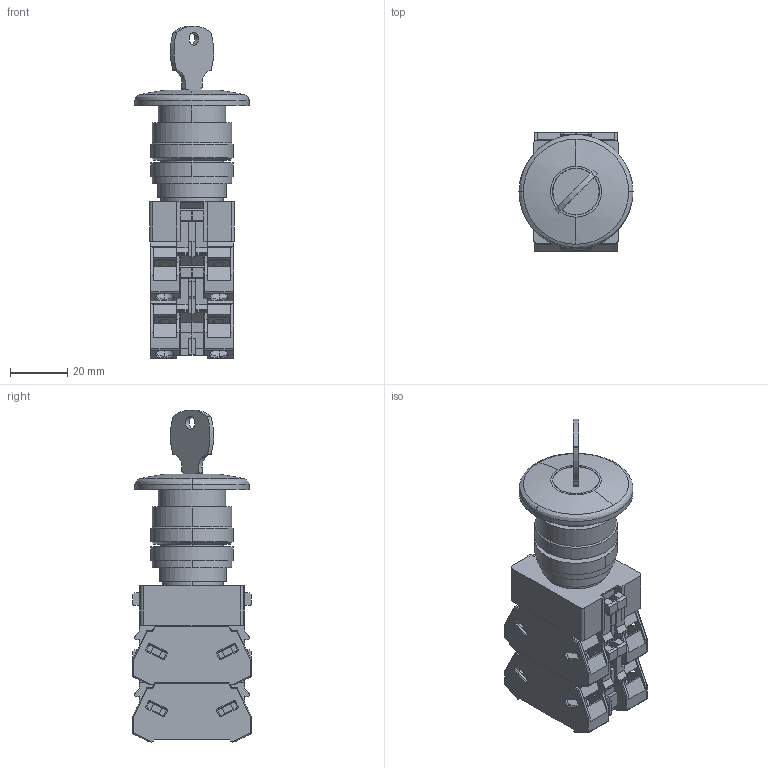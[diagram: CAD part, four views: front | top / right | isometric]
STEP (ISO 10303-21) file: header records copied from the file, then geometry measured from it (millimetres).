
FILE_DESCRIPTION (( 'STEP AP214' ), '1' );
FILE_NAME ('11_AXW4xxR.STEP', '2021-01-15T07:53:08', ( 'IDEC' ), ( 'IDEC' ), 'SwSTEP 2.0', 'SolidWorks 2019', '' );
FILE_SCHEMA (( 'AUTOMOTIVE_DESIGN' ));
Length unit declared in the file: millimetre
Products named in the file (9): TW-KEY-ロータ; TW-RING; 11_AXW4xxR; TW-BODY2; TW-KEY; TW-ADJUSTMENT-RING; TW-LARGE-SIZE-KEY-HANDLE; HW-Uxx(R)
Assembly tree (11 placements, depth 3):
  11_AXW4xxR
    TW-BODY2
    TW-LARGE-SIZE-KEY-HANDLE
      TW-LARGE-SIZE-KEY-HANDLE
      TW-KEY-ロータ
      TW-KEY
    TW-RING
    TW-ADJUSTMENT-RING
    HW-Uxx(R)  x4
Bounding box: 40 x 41.4 x 116.4 mm (x, y, z)
Volume: 73246.3 mm3; surface area: 34780.2 mm2
Topology: 10 solids, 10 shells, 1216 faces, 3325 edges, 2132 vertices
Faces by surface type: plane 727, cylinder 321, bspline 148, cone 20
Entity records: 13874 total; most frequent: CARTESIAN_POINT 3247, ORIENTED_EDGE 2210, DIRECTION 2079, EDGE_CURVE 1105, LINE 789, VECTOR 789, VERTEX_POINT 716, AXIS2_PLACEMENT_3D 645
